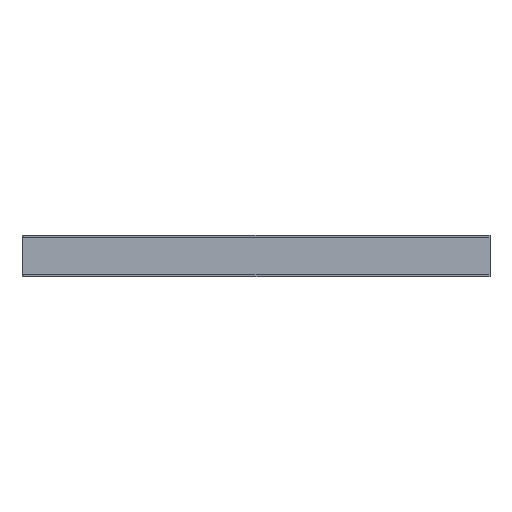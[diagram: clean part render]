
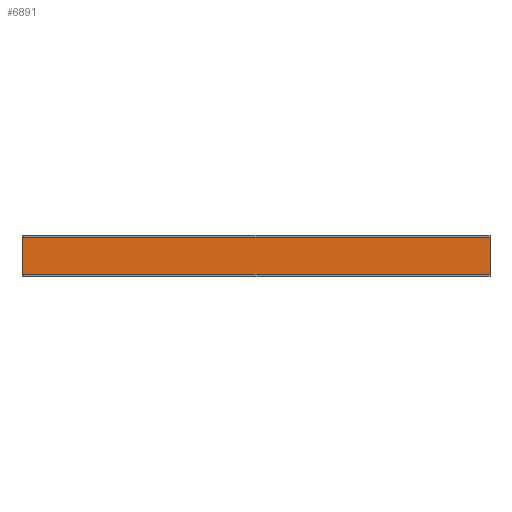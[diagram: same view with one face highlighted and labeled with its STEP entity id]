
A CAD part, top view. The second image highlights one B-rep face of the part: STEP entity #6891.
In plain terms, the highlighted planar face has unit normal (0, 0, 1).
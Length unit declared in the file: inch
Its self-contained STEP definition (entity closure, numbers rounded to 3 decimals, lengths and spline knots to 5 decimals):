
#118 = DIRECTION ( 'NONE',  ( -1., 0., 0. ) ) ;
#756 = AXIS2_PLACEMENT_3D ( 'NONE', #5394, #10821, #9311 ) ;
#829 = EDGE_CURVE ( 'NONE', #3505, #10720, #11417, .T. ) ;
#1376 = CARTESIAN_POINT ( 'NONE',  ( 38., 0.154, -1.25 ) ) ;
#2161 = ORIENTED_EDGE ( 'NONE', *, *, #829, .F. ) ;
#2164 = CARTESIAN_POINT ( 'NONE',  ( 0., 0., -1.25 ) ) ;
#2445 = LINE ( 'NONE', #10444, #6856 ) ;
#2749 = CARTESIAN_POINT ( 'NONE',  ( 38., 3.176, -1.25 ) ) ;
#2818 = CARTESIAN_POINT ( 'NONE',  ( 0., 0.154, -1.25 ) ) ;
#3217 = DIRECTION ( 'NONE',  ( 0., 1., 0. ) ) ;
#3505 = VERTEX_POINT ( 'NONE', #2818 ) ;
#3773 = DIRECTION ( 'NONE',  ( -1., 0., 0. ) ) ;
#3963 = EDGE_CURVE ( 'NONE', #3992, #4836, #16769, .T. ) ;
#3992 = VERTEX_POINT ( 'NONE', #14354 ) ;
#4095 = EDGE_LOOP ( 'NONE', ( #2161, #8235, #10806, #7164 ) ) ;
#4836 = VERTEX_POINT ( 'NONE', #2749 ) ;
#5394 = CARTESIAN_POINT ( 'NONE',  ( 38., 0., -1.25 ) ) ;
#6246 = CARTESIAN_POINT ( 'NONE',  ( 38., 0., -1.25 ) ) ;
#6856 = VECTOR ( 'NONE', #3773, 39.37008 ) ;
#6891 = ADVANCED_FACE ( 'NONE', ( #9671 ), #16188, .T. ) ;
#6953 = VECTOR ( 'NONE', #118, 39.37008 ) ;
#7164 = ORIENTED_EDGE ( 'NONE', *, *, #17514, .T. ) ;
#8235 = ORIENTED_EDGE ( 'NONE', *, *, #15155, .F. ) ;
#9311 = DIRECTION ( 'NONE',  ( 1., 0., 0. ) ) ;
#9671 = FACE_OUTER_BOUND ( 'NONE', #4095, .T. ) ;
#10444 = CARTESIAN_POINT ( 'NONE',  ( 38., 3.176, -1.25 ) ) ;
#10720 = VERTEX_POINT ( 'NONE', #16305 ) ;
#10806 = ORIENTED_EDGE ( 'NONE', *, *, #3963, .T. ) ;
#10821 = DIRECTION ( 'NONE',  ( 0., 0., 1. ) ) ;
#11326 = VECTOR ( 'NONE', #3217, 39.37008 ) ;
#11417 = LINE ( 'NONE', #2164, #17451 ) ;
#12144 = LINE ( 'NONE', #1376, #6953 ) ;
#13121 = DIRECTION ( 'NONE',  ( 0., 1., 0. ) ) ;
#14354 = CARTESIAN_POINT ( 'NONE',  ( 38., 0.154, -1.25 ) ) ;
#15155 = EDGE_CURVE ( 'NONE', #3992, #3505, #12144, .T. ) ;
#16188 = PLANE ( 'NONE',  #756 ) ;
#16305 = CARTESIAN_POINT ( 'NONE',  ( 0., 3.176, -1.25 ) ) ;
#16769 = LINE ( 'NONE', #6246, #11326 ) ;
#17451 = VECTOR ( 'NONE', #13121, 39.37008 ) ;
#17514 = EDGE_CURVE ( 'NONE', #4836, #10720, #2445, .T. ) ;
